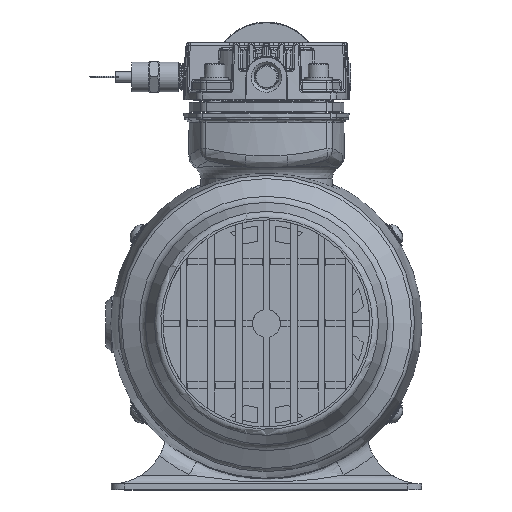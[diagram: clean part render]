
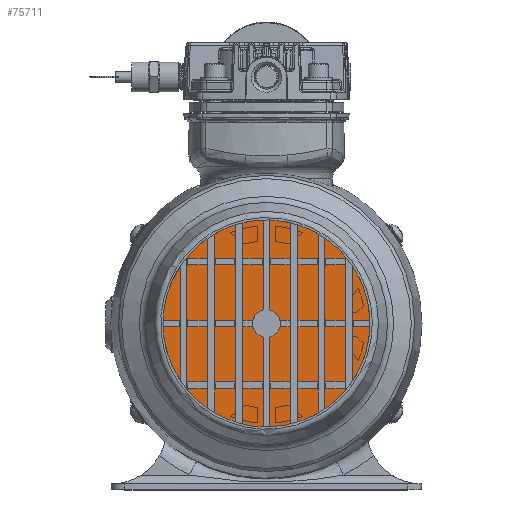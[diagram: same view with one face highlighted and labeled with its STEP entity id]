
A CAD part, top view. The second image highlights one B-rep face of the part: STEP entity #75711.
In plain terms, the highlighted planar face has unit normal (0, 0, 1).
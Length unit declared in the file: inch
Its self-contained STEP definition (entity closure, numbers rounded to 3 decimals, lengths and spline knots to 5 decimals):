
#2738 = FACE_OUTER_BOUND ( 'NONE', #57927, .T. ) ;
#7266 = EDGE_LOOP ( 'NONE', ( #84275 ) ) ;
#10660 = EDGE_LOOP ( 'NONE', ( #83664 ) ) ;
#13829 = CARTESIAN_POINT ( 'NONE',  ( 1.31, 1.75, -3.5 ) ) ;
#14406 = FACE_BOUND ( 'NONE', #7266, .T. ) ;
#22251 = DIRECTION ( 'NONE',  ( 0., 0., 1. ) ) ;
#24888 = DIRECTION ( 'NONE',  ( 0., 0., -1. ) ) ;
#24950 = AXIS2_PLACEMENT_3D ( 'NONE', #13829, #24888, #123755 ) ;
#25754 = CIRCLE ( 'NONE', #96429, 0.07658 ) ;
#26599 = VERTEX_POINT ( 'NONE', #66261 ) ;
#28401 = EDGE_CURVE ( 'NONE', #26599, #26599, #25754, .T. ) ;
#29990 = DIRECTION ( 'NONE',  ( 1., 0., 0. ) ) ;
#43056 = CARTESIAN_POINT ( 'NONE',  ( 0., 0., -3.5 ) ) ;
#45338 = CARTESIAN_POINT ( 'NONE',  ( 1.38658, 1.75, -3.5 ) ) ;
#49798 = ORIENTED_EDGE ( 'NONE', *, *, #62001, .T. ) ;
#53454 = FACE_BOUND ( 'NONE', #10660, .T. ) ;
#54109 = DIRECTION ( 'NONE',  ( 1., 0., 0. ) ) ;
#57927 = EDGE_LOOP ( 'NONE', ( #49798 ) ) ;
#60140 = AXIS2_PLACEMENT_3D ( 'NONE', #43056, #22251, #54109 ) ;
#61546 = AXIS2_PLACEMENT_3D ( 'NONE', #91033, #70224, #81894 ) ;
#62001 = EDGE_CURVE ( 'NONE', #72002, #72002, #128035, .T. ) ;
#63845 = PLANE ( 'NONE',  #60140 ) ;
#66261 = CARTESIAN_POINT ( 'NONE',  ( -1.23342, -1.75, -3.5 ) ) ;
#70224 = DIRECTION ( 'NONE',  ( 0., 0., 1. ) ) ;
#72002 = VERTEX_POINT ( 'NONE', #81769 ) ;
#75711 = ADVANCED_FACE ( 'NONE', ( #2738, #14406, #53454 ), #63845, .T. ) ;
#81026 = CIRCLE ( 'NONE', #24950, 0.07658 ) ;
#81769 = CARTESIAN_POINT ( 'NONE',  ( 2.5, 0., -3.5 ) ) ;
#81894 = DIRECTION ( 'NONE',  ( 1., 0., 0. ) ) ;
#83664 = ORIENTED_EDGE ( 'NONE', *, *, #28401, .T. ) ;
#84275 = ORIENTED_EDGE ( 'NONE', *, *, #93662, .T. ) ;
#91033 = CARTESIAN_POINT ( 'NONE',  ( 0., 0., -3.5 ) ) ;
#93662 = EDGE_CURVE ( 'NONE', #94123, #94123, #81026, .T. ) ;
#94123 = VERTEX_POINT ( 'NONE', #45338 ) ;
#96429 = AXIS2_PLACEMENT_3D ( 'NONE', #127577, #97689, #29990 ) ;
#97689 = DIRECTION ( 'NONE',  ( 0., 0., -1. ) ) ;
#123755 = DIRECTION ( 'NONE',  ( 1., 0., 0. ) ) ;
#127577 = CARTESIAN_POINT ( 'NONE',  ( -1.31, -1.75, -3.5 ) ) ;
#128035 = CIRCLE ( 'NONE', #61546, 2.5 ) ;
